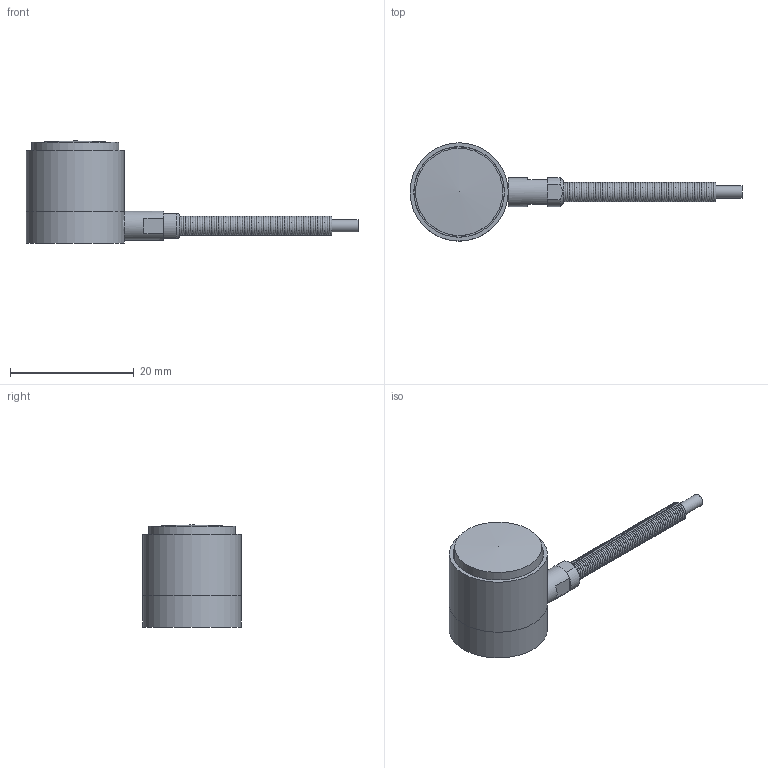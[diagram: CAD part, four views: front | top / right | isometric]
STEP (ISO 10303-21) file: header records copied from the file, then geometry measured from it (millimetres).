
FILE_DESCRIPTION((''),'2;1');
FILE_NAME('LCA300.stp','2010-09-17T11:19:13',('thomasl'),(''),'Autodesk Inventor 2008','Autodesk Inventor 2008','');
FILE_SCHEMA(('AUTOMOTIVE_DESIGN { 1 0 10303 214 1 1 1 1 }'));
Length unit declared in the file: inch
Products named in the file (10): LCA300; 5KLB; COVER; $F2652; ~PART1; $F2651-B; PART2; $F2348-A; PART1; CABLE
Assembly tree (9 placements, depth 3):
  LCA300
    5KLB
    COVER
    $F2652
      ~PART1
    $F2651-B
      PART2
    $F2348-A
      PART1
    CABLE
Bounding box: 53.66 x 15.88 x 16.51 mm (x, y, z)
Volume: 3274.7 mm3; surface area: 3265.6 mm2
Topology: 6 solids, 6 shells, 140 faces, 302 edges, 177 vertices
Faces by surface type: bspline 70, plane 42, cylinder 22, cone 3, torus 2, sphere 1
Full cylindrical faces by diameter (mm): 1.943 x1, 2.007 x1, 2.083 x2, 2.413 x1, 2.794 x1, 3.023 x1, 3.048 x1, 3.175 x1, 3.505 x1, 4.699 x1, 14.097 x1, 14.605 x1, 14.656 x1, 15.875 x2
Entity records: 8891 total; most frequent: CARTESIAN_POINT 6174, DIRECTION 508, ORIENTED_EDGE 404, EDGE_LOOP 244, AXIS2_PLACEMENT_3D 223, EDGE_CURVE 202, VERTEX_POINT 170, FACE_OUTER_BOUND 140
